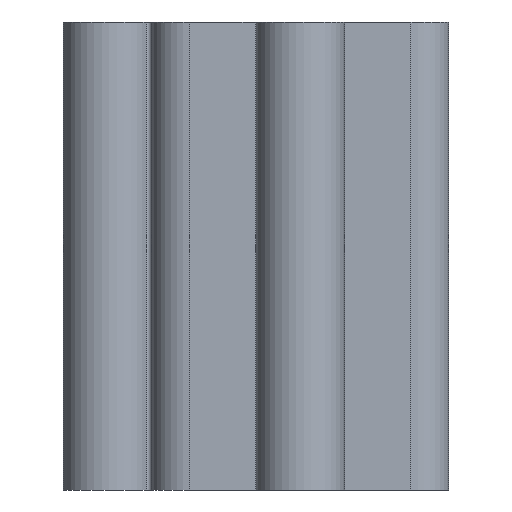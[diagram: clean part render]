
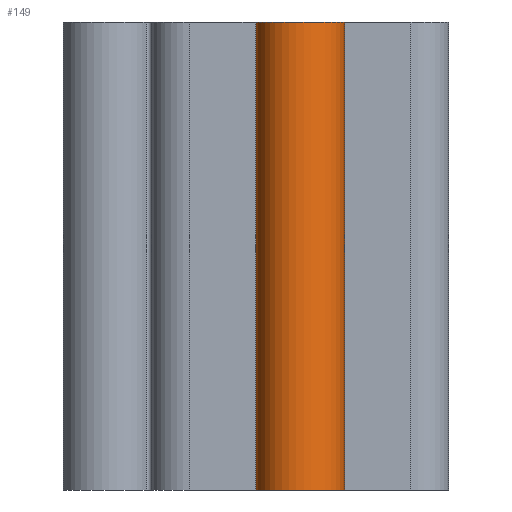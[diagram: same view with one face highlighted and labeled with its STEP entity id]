
A CAD part, left-side view. The second image highlights one B-rep face of the part: STEP entity #149.
In plain terms, the highlighted cylindrical face has radius 2.983 mm (diameter 5.967 mm), a partial arc.
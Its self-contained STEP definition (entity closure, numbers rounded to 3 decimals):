
#149 = ADVANCED_FACE( '', ( #349 ), #350, .T. );
#349 = FACE_OUTER_BOUND( '', #598, .T. );
#350 = CYLINDRICAL_SURFACE( '', #599, 2.984 );
#598 = EDGE_LOOP( '', ( #1019, #1020, #1021, #1022 ) );
#599 = AXIS2_PLACEMENT_3D( '', #1023, #1024, #1025 );
#1019 = ORIENTED_EDGE( '', *, *, #1654, .T. );
#1020 = ORIENTED_EDGE( '', *, *, #1689, .F. );
#1021 = ORIENTED_EDGE( '', *, *, #1690, .F. );
#1022 = ORIENTED_EDGE( '', *, *, #1691, .T. );
#1023 = CARTESIAN_POINT( '', ( -90.984, 10., 15.75 ) );
#1024 = DIRECTION( '', ( 0., 0., 1. ) );
#1025 = DIRECTION( '', ( -1., 0., 0. ) );
#1654 = EDGE_CURVE( '', #2045, #2043, #2046, .T. );
#1689 = EDGE_CURVE( '', #2103, #2043, #2104, .T. );
#1690 = EDGE_CURVE( '', #2105, #2103, #2106, .T. );
#1691 = EDGE_CURVE( '', #2105, #2045, #2107, .T. );
#2043 = VERTEX_POINT( '', #2704 );
#2045 = VERTEX_POINT( '', #2706 );
#2046 = CIRCLE( '', #2707, 2.984 );
#2103 = VERTEX_POINT( '', #2777 );
#2104 = LINE( '', #2778, #2779 );
#2105 = VERTEX_POINT( '', #2780 );
#2106 = CIRCLE( '', #2781, 2.984 );
#2107 = LINE( '', #2782, #2783 );
#2704 = CARTESIAN_POINT( '', ( -88.375, 8.552, -15.75 ) );
#2706 = CARTESIAN_POINT( '', ( -88.375, 11.448, -15.75 ) );
#2707 = AXIS2_PLACEMENT_3D( '', #3293, #3294, #3295 );
#2777 = CARTESIAN_POINT( '', ( -88.375, 8.552, 15.75 ) );
#2778 = CARTESIAN_POINT( '', ( -88.375, 8.552, 15.75 ) );
#2779 = VECTOR( '', #3369, 1000. );
#2780 = CARTESIAN_POINT( '', ( -88.375, 11.448, 15.75 ) );
#2781 = AXIS2_PLACEMENT_3D( '', #3370, #3371, #3372 );
#2782 = CARTESIAN_POINT( '', ( -88.375, 11.448, 15.75 ) );
#2783 = VECTOR( '', #3373, 1000. );
#3293 = CARTESIAN_POINT( '', ( -90.984, 10., -15.75 ) );
#3294 = DIRECTION( '', ( 0., 0., 1. ) );
#3295 = DIRECTION( '', ( 1., 0., 0. ) );
#3369 = DIRECTION( '', ( 0., 0., -1. ) );
#3370 = CARTESIAN_POINT( '', ( -90.984, 10., 15.75 ) );
#3371 = DIRECTION( '', ( 0., 0., 1. ) );
#3372 = DIRECTION( '', ( 1., 0., 0. ) );
#3373 = DIRECTION( '', ( 0., 0., -1. ) );
